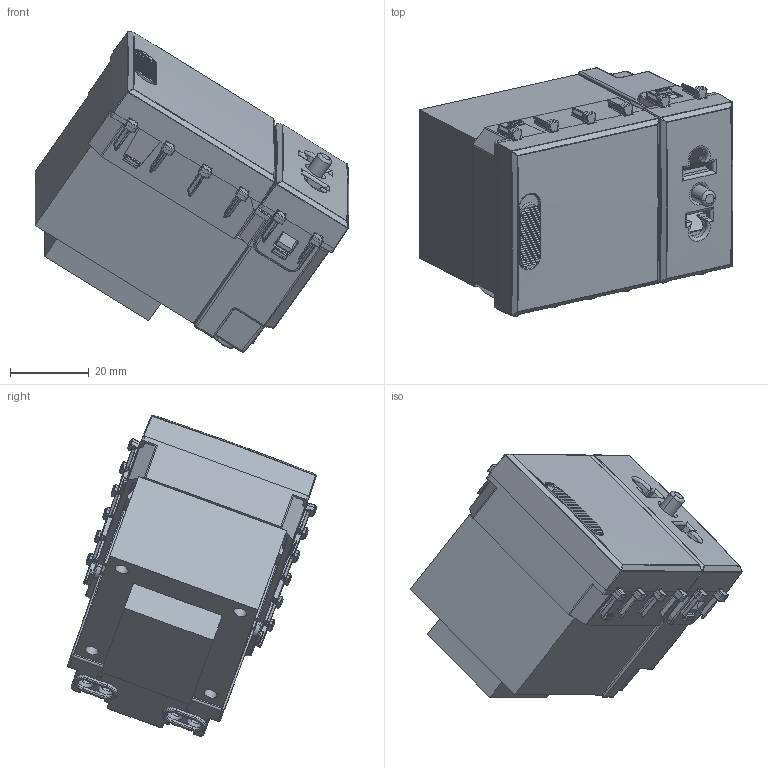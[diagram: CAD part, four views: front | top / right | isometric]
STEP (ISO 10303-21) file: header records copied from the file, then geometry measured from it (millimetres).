
FILE_DESCRIPTION(('CATIA V5 STEP Exchange'),'2;1');
FILE_NAME('443033RS.stp','2024-03-06T10:32:05+00:00',('none'),('none'),'CATIA Version 5-6 Release 2016 SP6','CATIA V5 STEP AP203','none');
FILE_SCHEMA(('CONFIG_CONTROL_DESIGN'));
Length unit declared in the file: millimetre
Products named in the file (1): STP
Assembly tree (11 placements, depth 2):
  STP
    #57
    #70863  x2
    #77900
    #82274
    #83918
    #83941
    #87911
    #131720  x2
    #132661
Bounding box: 79.65 x 63.13 x 81.33 mm (x, y, z)
Volume: 83089.3 mm3; surface area: 44241.9 mm2
Topology: 9 solids, 9 shells, 2986 faces, 7674 edges, 4494 vertices
Faces by surface type: plane 1193, cylinder 921, bspline 419, cone 190, sphere 148, torus 107, extrusion 8
Entity records: 132674 total; most frequent: CARTESIAN_POINT 76463, ORIENTED_EDGE 13632, DIRECTION 7954, EDGE_CURVE 6816, VERTEX_POINT 4115, VECTOR 3251, LINE 3243, AXIS2_PLACEMENT_3D 2842
